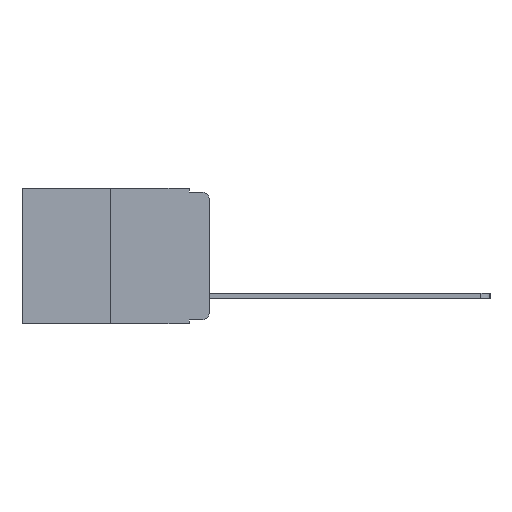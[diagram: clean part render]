
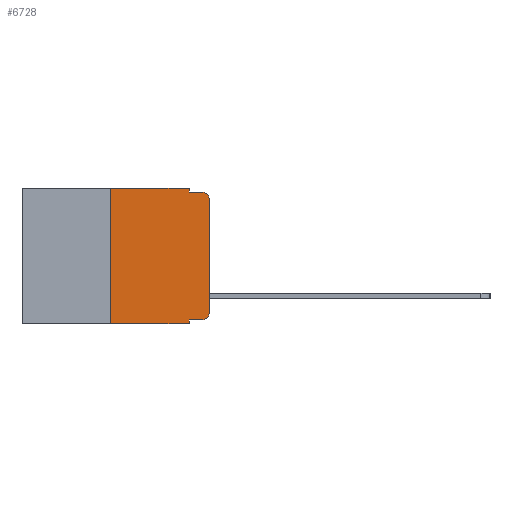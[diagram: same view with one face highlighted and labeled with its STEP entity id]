
A CAD part, left-side view. The second image highlights one B-rep face of the part: STEP entity #6728.
In plain terms, the highlighted planar face has unit normal (-1, 0, 0).
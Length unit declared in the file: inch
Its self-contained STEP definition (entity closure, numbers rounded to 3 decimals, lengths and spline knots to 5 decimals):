
#92 = VECTOR ( 'NONE', #7943, 39.37008 ) ;
#421 = CARTESIAN_POINT ( 'NONE',  ( 0., 0., 0. ) ) ;
#694 = LINE ( 'NONE', #7219, #3554 ) ;
#911 = CARTESIAN_POINT ( 'NONE',  ( 0., 0.051, 0. ) ) ;
#1422 = PLANE ( 'NONE',  #4722 ) ;
#1512 = DIRECTION ( 'NONE',  ( 0., -1., 0. ) ) ;
#1617 = CARTESIAN_POINT ( 'NONE',  ( 0., 0.02, -0.313 ) ) ;
#1677 = CARTESIAN_POINT ( 'NONE',  ( 0., 0.051, -0.01 ) ) ;
#2315 = LINE ( 'NONE', #7467, #11997 ) ;
#2397 = CARTESIAN_POINT ( 'NONE',  ( 0., 0.25, -0.343 ) ) ;
#2493 = CARTESIAN_POINT ( 'NONE',  ( 0., 0., -0.313 ) ) ;
#2699 = DIRECTION ( 'NONE',  ( 0., 0., -1. ) ) ;
#2748 = VERTEX_POINT ( 'NONE', #1677 ) ;
#2801 = VECTOR ( 'NONE', #4104, 39.37008 ) ;
#2804 = DIRECTION ( 'NONE',  ( 0., -1., 0. ) ) ;
#2902 = CARTESIAN_POINT ( 'NONE',  ( 0., 0., -0.03 ) ) ;
#2967 = AXIS2_PLACEMENT_3D ( 'NONE', #10106, #4745, #10924 ) ;
#3047 = VERTEX_POINT ( 'NONE', #6989 ) ;
#3400 = DIRECTION ( 'NONE',  ( 0., 0., -1. ) ) ;
#3526 = DIRECTION ( 'NONE',  ( 0., 0., -1. ) ) ;
#3554 = VECTOR ( 'NONE', #3400, 39.37008 ) ;
#3665 = CARTESIAN_POINT ( 'NONE',  ( 0., 0.051, -0.333 ) ) ;
#3696 = CARTESIAN_POINT ( 'NONE',  ( 0., 0.051, -0.343 ) ) ;
#3802 = CARTESIAN_POINT ( 'NONE',  ( 0., 0.051, -0.01 ) ) ;
#3869 = CARTESIAN_POINT ( 'NONE',  ( 0., 0.02, -0.333 ) ) ;
#3893 = EDGE_CURVE ( 'NONE', #4815, #7852, #11720, .T. ) ;
#4104 = DIRECTION ( 'NONE',  ( 0., 0., 1. ) ) ;
#4373 = ORIENTED_EDGE ( 'NONE', *, *, #3893, .T. ) ;
#4688 = CIRCLE ( 'NONE', #5350, 0.02 ) ;
#4722 = AXIS2_PLACEMENT_3D ( 'NONE', #8359, #9163, #3526 ) ;
#4745 = DIRECTION ( 'NONE',  ( -1., 0., 0. ) ) ;
#4815 = VERTEX_POINT ( 'NONE', #2397 ) ;
#5350 = AXIS2_PLACEMENT_3D ( 'NONE', #1617, #8505, #2699 ) ;
#5691 = VERTEX_POINT ( 'NONE', #3869 ) ;
#5796 = LINE ( 'NONE', #8820, #2801 ) ;
#6014 = FACE_OUTER_BOUND ( 'NONE', #6897, .T. ) ;
#6141 = ORIENTED_EDGE ( 'NONE', *, *, #9552, .T. ) ;
#6393 = VERTEX_POINT ( 'NONE', #2902 ) ;
#6476 = DIRECTION ( 'NONE',  ( 0., -1., 0. ) ) ;
#6728 = ADVANCED_FACE ( 'NONE', ( #6014 ), #1422, .F. ) ;
#6897 = EDGE_LOOP ( 'NONE', ( #6141, #7414, #7855, #11356, #11974, #9786, #4373, #8864, #11078, #11757 ) ) ;
#6989 = CARTESIAN_POINT ( 'NONE',  ( 0., 0.25, 0. ) ) ;
#7095 = VERTEX_POINT ( 'NONE', #8789 ) ;
#7097 = CARTESIAN_POINT ( 'NONE',  ( 0., 0.473, 0. ) ) ;
#7117 = VECTOR ( 'NONE', #2804, 39.37008 ) ;
#7219 = CARTESIAN_POINT ( 'NONE',  ( 0., 0.051, 0. ) ) ;
#7414 = ORIENTED_EDGE ( 'NONE', *, *, #9585, .T. ) ;
#7467 = CARTESIAN_POINT ( 'NONE',  ( 0., 0.051, -0.333 ) ) ;
#7540 = VERTEX_POINT ( 'NONE', #2493 ) ;
#7727 = LINE ( 'NONE', #7097, #11932 ) ;
#7852 = VERTEX_POINT ( 'NONE', #3696 ) ;
#7855 = ORIENTED_EDGE ( 'NONE', *, *, #9660, .F. ) ;
#7943 = DIRECTION ( 'NONE',  ( 0., 0., -1. ) ) ;
#8007 = LINE ( 'NONE', #421, #9932 ) ;
#8257 = LINE ( 'NONE', #911, #92 ) ;
#8359 = CARTESIAN_POINT ( 'NONE',  ( 0., 0.473, 0. ) ) ;
#8414 = EDGE_CURVE ( 'NONE', #3047, #7095, #7727, .T. ) ;
#8505 = DIRECTION ( 'NONE',  ( -1., 0., 0. ) ) ;
#8789 = CARTESIAN_POINT ( 'NONE',  ( 0., 0.051, 0. ) ) ;
#8820 = CARTESIAN_POINT ( 'NONE',  ( 0., 0.25, 0. ) ) ;
#8864 = ORIENTED_EDGE ( 'NONE', *, *, #10027, .F. ) ;
#9163 = DIRECTION ( 'NONE',  ( 1., 0., 0. ) ) ;
#9275 = DIRECTION ( 'NONE',  ( 0., 0., 1. ) ) ;
#9279 = VECTOR ( 'NONE', #6476, 39.37008 ) ;
#9449 = LINE ( 'NONE', #3802, #7117 ) ;
#9546 = VERTEX_POINT ( 'NONE', #3665 ) ;
#9552 = EDGE_CURVE ( 'NONE', #7540, #6393, #8007, .T. ) ;
#9585 = EDGE_CURVE ( 'NONE', #6393, #9832, #12170, .T. ) ;
#9660 = EDGE_CURVE ( 'NONE', #2748, #9832, #9449, .T. ) ;
#9753 = EDGE_CURVE ( 'NONE', #7095, #2748, #8257, .T. ) ;
#9784 = EDGE_CURVE ( 'NONE', #4815, #3047, #5796, .T. ) ;
#9786 = ORIENTED_EDGE ( 'NONE', *, *, #9784, .F. ) ;
#9832 = VERTEX_POINT ( 'NONE', #11302 ) ;
#9932 = VECTOR ( 'NONE', #9275, 39.37008 ) ;
#10027 = EDGE_CURVE ( 'NONE', #9546, #7852, #694, .T. ) ;
#10106 = CARTESIAN_POINT ( 'NONE',  ( 0., 0.02, -0.03 ) ) ;
#10222 = EDGE_CURVE ( 'NONE', #9546, #5691, #2315, .T. ) ;
#10282 = EDGE_CURVE ( 'NONE', #5691, #7540, #4688, .T. ) ;
#10924 = DIRECTION ( 'NONE',  ( 0., 0., -1. ) ) ;
#11078 = ORIENTED_EDGE ( 'NONE', *, *, #10222, .T. ) ;
#11302 = CARTESIAN_POINT ( 'NONE',  ( 0., 0.02, -0.01 ) ) ;
#11327 = DIRECTION ( 'NONE',  ( 0., -1., 0. ) ) ;
#11356 = ORIENTED_EDGE ( 'NONE', *, *, #9753, .F. ) ;
#11720 = LINE ( 'NONE', #12233, #9279 ) ;
#11757 = ORIENTED_EDGE ( 'NONE', *, *, #10282, .T. ) ;
#11932 = VECTOR ( 'NONE', #11327, 39.37008 ) ;
#11974 = ORIENTED_EDGE ( 'NONE', *, *, #8414, .F. ) ;
#11997 = VECTOR ( 'NONE', #1512, 39.37008 ) ;
#12170 = CIRCLE ( 'NONE', #2967, 0.02 ) ;
#12233 = CARTESIAN_POINT ( 'NONE',  ( 0., 0.473, -0.343 ) ) ;
